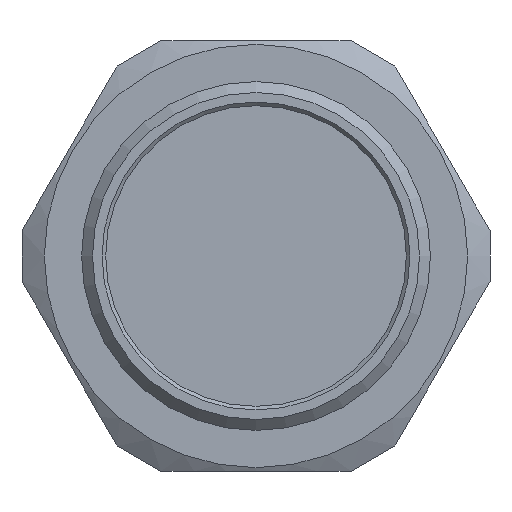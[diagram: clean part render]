
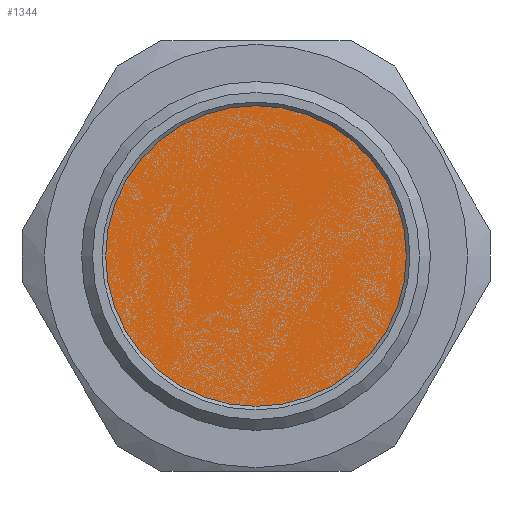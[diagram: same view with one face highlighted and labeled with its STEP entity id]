
A CAD part, front view. The second image highlights one B-rep face of the part: STEP entity #1344.
In plain terms, the highlighted planar face has unit normal (0, 1, 0).
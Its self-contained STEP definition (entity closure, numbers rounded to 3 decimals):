
#440=FACE_OUTER_BOUND('',#521,.T.);
#521=EDGE_LOOP('',(#1223));
#562=CIRCLE('',#1480,23.9);
#679=VERTEX_POINT('',#2346);
#861=EDGE_CURVE('',#679,#679,#562,.T.);
#1223=ORIENTED_EDGE('',*,*,#861,.T.);
#1269=PLANE('',#1479);
#1344=ADVANCED_FACE('',(#440),#1269,.T.);
#1479=AXIS2_PLACEMENT_3D('',#2345,#1787,#1788);
#1480=AXIS2_PLACEMENT_3D('',#2347,#1789,#1790);
#1787=DIRECTION('center_axis',(0.,1.,0.));
#1788=DIRECTION('ref_axis',(0.,0.,1.));
#1789=DIRECTION('center_axis',(0.,1.,0.));
#1790=DIRECTION('ref_axis',(1.,0.,0.));
#2345=CARTESIAN_POINT('Origin',(405.841,103.413,285.8));
#2346=CARTESIAN_POINT('',(381.941,103.413,285.8));
#2347=CARTESIAN_POINT('Origin',(405.841,103.413,285.8));
